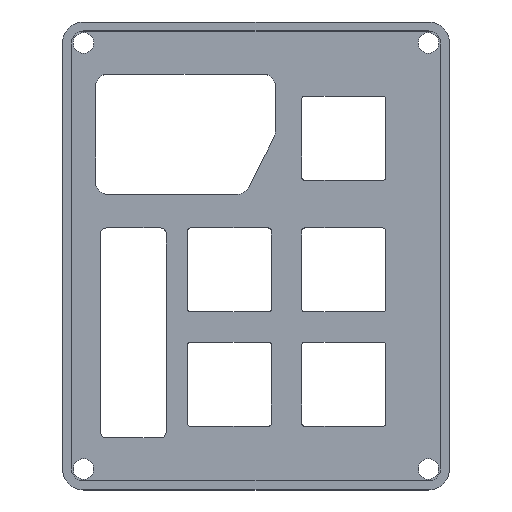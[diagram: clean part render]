
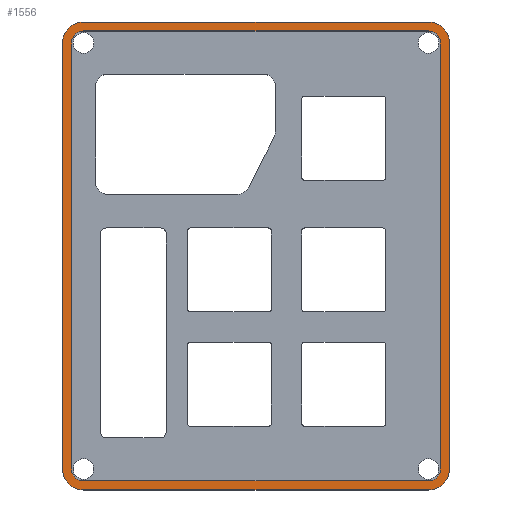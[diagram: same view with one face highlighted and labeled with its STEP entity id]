
A CAD part, top view. The second image highlights one B-rep face of the part: STEP entity #1556.
In plain terms, the highlighted planar face has unit normal (0, 0, 1).
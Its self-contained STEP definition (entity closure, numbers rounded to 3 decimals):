
#15=FACE_BOUND('',#251,.T.);
#39=CIRCLE('',#1646,2.);
#41=CIRCLE('',#1650,2.);
#43=CIRCLE('',#1654,2.);
#45=CIRCLE('',#1658,2.);
#46=CIRCLE('',#1660,3.5);
#47=CIRCLE('',#1661,3.5);
#48=CIRCLE('',#1662,3.5);
#49=CIRCLE('',#1663,3.5);
#169=FACE_OUTER_BOUND('',#250,.T.);
#250=EDGE_LOOP('',(#1072,#1073,#1074,#1075,#1076,#1077,#1078,#1079));
#251=EDGE_LOOP('',(#1080,#1081,#1082,#1083,#1084,#1085,#1086,#1087));
#348=LINE('',#2294,#500);
#352=LINE('',#2306,#504);
#356=LINE('',#2318,#508);
#360=LINE('',#2330,#512);
#362=LINE('',#2338,#514);
#363=LINE('',#2342,#515);
#364=LINE('',#2346,#516);
#365=LINE('',#2350,#517);
#500=VECTOR('',#1812,10.);
#504=VECTOR('',#1824,10.);
#508=VECTOR('',#1836,10.);
#512=VECTOR('',#1848,10.);
#514=VECTOR('',#1858,10.);
#515=VECTOR('',#1861,10.);
#516=VECTOR('',#1864,10.);
#517=VECTOR('',#1867,10.);
#652=VERTEX_POINT('',#2291);
#653=VERTEX_POINT('',#2293);
#655=VERTEX_POINT('',#2299);
#657=VERTEX_POINT('',#2305);
#659=VERTEX_POINT('',#2311);
#661=VERTEX_POINT('',#2317);
#663=VERTEX_POINT('',#2323);
#665=VERTEX_POINT('',#2329);
#666=VERTEX_POINT('',#2336);
#667=VERTEX_POINT('',#2337);
#668=VERTEX_POINT('',#2339);
#669=VERTEX_POINT('',#2341);
#670=VERTEX_POINT('',#2343);
#671=VERTEX_POINT('',#2345);
#672=VERTEX_POINT('',#2347);
#673=VERTEX_POINT('',#2349);
#808=EDGE_CURVE('',#653,#652,#348,.T.);
#811=EDGE_CURVE('',#655,#653,#39,.T.);
#814=EDGE_CURVE('',#657,#655,#352,.T.);
#817=EDGE_CURVE('',#659,#657,#41,.T.);
#820=EDGE_CURVE('',#661,#659,#356,.T.);
#823=EDGE_CURVE('',#663,#661,#43,.T.);
#826=EDGE_CURVE('',#665,#663,#360,.T.);
#829=EDGE_CURVE('',#652,#665,#45,.T.);
#830=EDGE_CURVE('',#666,#667,#362,.T.);
#831=EDGE_CURVE('',#667,#668,#46,.T.);
#832=EDGE_CURVE('',#668,#669,#363,.T.);
#833=EDGE_CURVE('',#669,#670,#47,.T.);
#834=EDGE_CURVE('',#670,#671,#364,.T.);
#835=EDGE_CURVE('',#671,#672,#48,.T.);
#836=EDGE_CURVE('',#672,#673,#365,.T.);
#837=EDGE_CURVE('',#673,#666,#49,.T.);
#1072=ORIENTED_EDGE('',*,*,#830,.T.);
#1073=ORIENTED_EDGE('',*,*,#831,.T.);
#1074=ORIENTED_EDGE('',*,*,#832,.T.);
#1075=ORIENTED_EDGE('',*,*,#833,.T.);
#1076=ORIENTED_EDGE('',*,*,#834,.T.);
#1077=ORIENTED_EDGE('',*,*,#835,.T.);
#1078=ORIENTED_EDGE('',*,*,#836,.T.);
#1079=ORIENTED_EDGE('',*,*,#837,.T.);
#1080=ORIENTED_EDGE('',*,*,#829,.T.);
#1081=ORIENTED_EDGE('',*,*,#826,.T.);
#1082=ORIENTED_EDGE('',*,*,#823,.T.);
#1083=ORIENTED_EDGE('',*,*,#820,.T.);
#1084=ORIENTED_EDGE('',*,*,#817,.T.);
#1085=ORIENTED_EDGE('',*,*,#814,.T.);
#1086=ORIENTED_EDGE('',*,*,#811,.T.);
#1087=ORIENTED_EDGE('',*,*,#808,.T.);
#1512=PLANE('',#1659);
#1556=ADVANCED_FACE('',(#169,#15),#1512,.T.);
#1646=AXIS2_PLACEMENT_3D('',#2300,#1818,#1819);
#1650=AXIS2_PLACEMENT_3D('',#2312,#1830,#1831);
#1654=AXIS2_PLACEMENT_3D('',#2324,#1842,#1843);
#1658=AXIS2_PLACEMENT_3D('',#2334,#1854,#1855);
#1659=AXIS2_PLACEMENT_3D('',#2335,#1856,#1857);
#1660=AXIS2_PLACEMENT_3D('',#2340,#1859,#1860);
#1661=AXIS2_PLACEMENT_3D('',#2344,#1862,#1863);
#1662=AXIS2_PLACEMENT_3D('',#2348,#1865,#1866);
#1663=AXIS2_PLACEMENT_3D('',#2351,#1868,#1869);
#1812=DIRECTION('',(0.,-1.,0.));
#1818=DIRECTION('center_axis',(0.,0.,-1.));
#1819=DIRECTION('ref_axis',(1.,0.,0.));
#1824=DIRECTION('',(1.,0.,0.));
#1830=DIRECTION('center_axis',(0.,0.,-1.));
#1831=DIRECTION('ref_axis',(0.,1.,0.));
#1836=DIRECTION('',(0.,1.,0.));
#1842=DIRECTION('center_axis',(0.,0.,-1.));
#1843=DIRECTION('ref_axis',(-1.,0.,0.));
#1848=DIRECTION('',(-1.,0.,0.));
#1854=DIRECTION('center_axis',(0.,0.,-1.));
#1855=DIRECTION('ref_axis',(0.,-1.,0.));
#1856=DIRECTION('center_axis',(0.,0.,1.));
#1857=DIRECTION('ref_axis',(-1.,0.,0.));
#1858=DIRECTION('',(0.,1.,0.));
#1859=DIRECTION('center_axis',(0.,0.,1.));
#1860=DIRECTION('ref_axis',(1.,0.,0.));
#1861=DIRECTION('',(-1.,0.,0.));
#1862=DIRECTION('center_axis',(0.,0.,1.));
#1863=DIRECTION('ref_axis',(0.,1.,0.));
#1864=DIRECTION('',(0.,-1.,0.));
#1865=DIRECTION('center_axis',(0.,0.,1.));
#1866=DIRECTION('ref_axis',(-1.,0.,0.));
#1867=DIRECTION('',(1.,0.,0.));
#1868=DIRECTION('center_axis',(0.,0.,1.));
#1869=DIRECTION('ref_axis',(0.,-1.,0.));
#2291=CARTESIAN_POINT('',(57.,-2.5,12.5));
#2293=CARTESIAN_POINT('',(57.,68.5,12.5));
#2294=CARTESIAN_POINT('',(57.,-2.5,12.5));
#2299=CARTESIAN_POINT('',(55.,70.5,12.5));
#2300=CARTESIAN_POINT('Origin',(55.,68.5,12.5));
#2305=CARTESIAN_POINT('',(-2.5,70.5,12.5));
#2306=CARTESIAN_POINT('',(55.,70.5,12.5));
#2311=CARTESIAN_POINT('',(-4.5,68.5,12.5));
#2312=CARTESIAN_POINT('Origin',(-2.5,68.5,12.5));
#2317=CARTESIAN_POINT('',(-4.5,-2.5,12.5));
#2318=CARTESIAN_POINT('',(-4.5,68.5,12.5));
#2323=CARTESIAN_POINT('',(-2.5,-4.5,12.5));
#2324=CARTESIAN_POINT('Origin',(-2.5,-2.5,12.5));
#2329=CARTESIAN_POINT('',(55.,-4.5,12.5));
#2330=CARTESIAN_POINT('',(-2.5,-4.5,12.5));
#2334=CARTESIAN_POINT('Origin',(55.,-2.5,12.5));
#2335=CARTESIAN_POINT('Origin',(26.25,33.,12.5));
#2336=CARTESIAN_POINT('',(58.5,-2.5,12.5));
#2337=CARTESIAN_POINT('',(58.5,68.5,12.5));
#2338=CARTESIAN_POINT('',(58.5,-2.5,12.5));
#2339=CARTESIAN_POINT('',(55.,72.,12.5));
#2340=CARTESIAN_POINT('Origin',(55.,68.5,12.5));
#2341=CARTESIAN_POINT('',(-2.5,72.,12.5));
#2342=CARTESIAN_POINT('',(55.,72.,12.5));
#2343=CARTESIAN_POINT('',(-6.,68.5,12.5));
#2344=CARTESIAN_POINT('Origin',(-2.5,68.5,12.5));
#2345=CARTESIAN_POINT('',(-6.,-2.5,12.5));
#2346=CARTESIAN_POINT('',(-6.,68.5,12.5));
#2347=CARTESIAN_POINT('',(-2.5,-6.,12.5));
#2348=CARTESIAN_POINT('Origin',(-2.5,-2.5,12.5));
#2349=CARTESIAN_POINT('',(55.,-6.,12.5));
#2350=CARTESIAN_POINT('',(-2.5,-6.,12.5));
#2351=CARTESIAN_POINT('Origin',(55.,-2.5,12.5));
